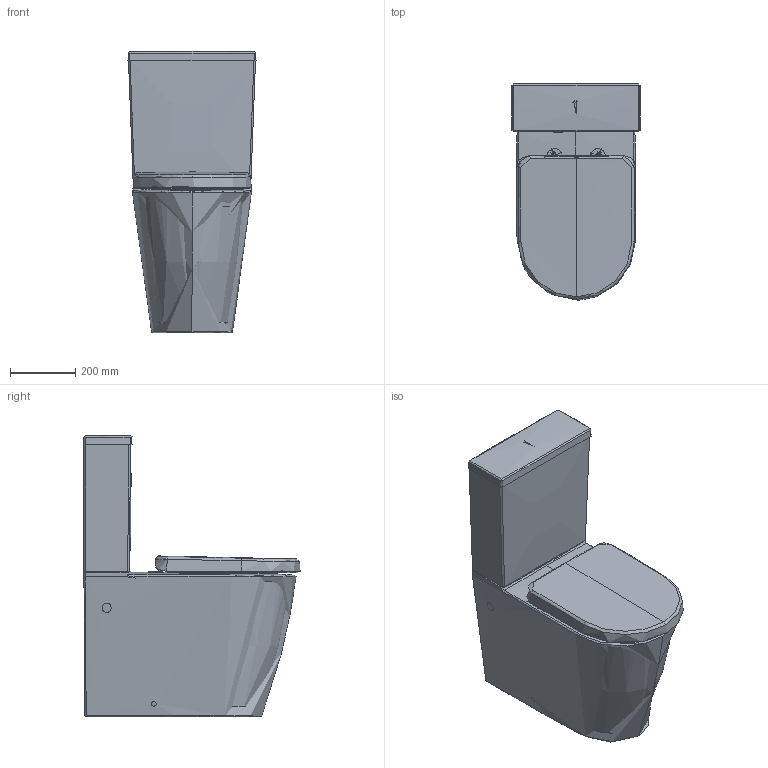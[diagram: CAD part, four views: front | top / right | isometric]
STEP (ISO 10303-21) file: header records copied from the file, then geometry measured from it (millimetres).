
FILE_DESCRIPTION(/* description */ (''),/* implementation_level */ '2;1');
FILE_NAME(/* name */ 'STEP - 347F-B-C, 347F-B-1P, U104S-H01P1T01-01_1832066',/* time_stamp */ '2024-09-25T15:07:37+10:00',/* author */ (''),/* organization */ (''),/* preprocessor_version */ 'ST-DEVELOPER v16.5',/* originating_system */ 'Rhino 7.37',/* authorisation */ '');
FILE_SCHEMA (('CONFIG_CONTROL_DESIGN'));
Products named in the file (5): Document; Document5; 347F-B_ASM; 347F4; 347SHUIXIANG2
Assembly tree (4 placements, depth 4):
  Document
    Document5
      347F-B_ASM
        347F4
        347SHUIXIANG2
Bounding box: 393 x 663.99 x 865.52 mm (x, y, z)
Volume: 24653924 mm3; surface area: 4073960.2 mm2
Topology: 19 solids, 19 shells, 2017 faces, 4951 edges, 3030 vertices
Faces by surface type: bspline 993, cylinder 554, plane 470
Entity records: 129583 total; most frequent: CARTESIAN_POINT 98075, ORIENTED_EDGE 9818, EDGE_CURVE 4909, B_SPLINE_CURVE_WITH_KNOTS 3704, VERTEX_POINT 3030, EDGE_LOOP 2137, ADVANCED_FACE 2009, FACE_OUTER_BOUND 2009
